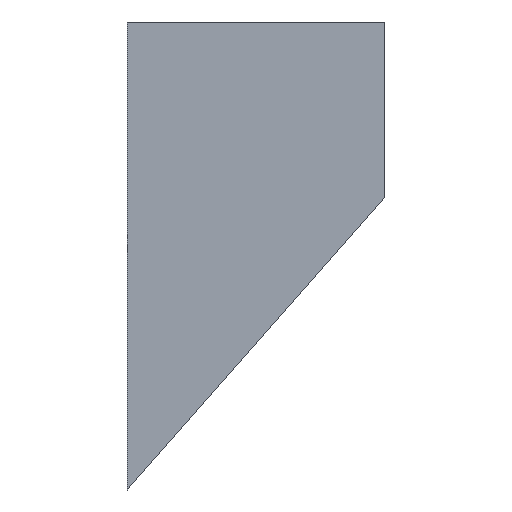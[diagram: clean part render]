
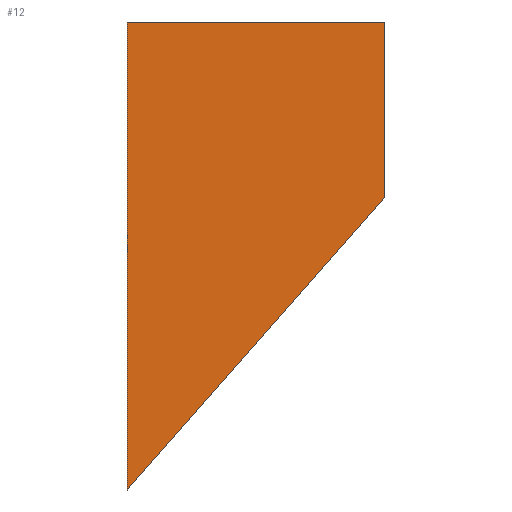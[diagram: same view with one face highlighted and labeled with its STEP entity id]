
A CAD part, front view. The second image highlights one B-rep face of the part: STEP entity #12.
In plain terms, the highlighted planar face has unit normal (0, -1, 0).
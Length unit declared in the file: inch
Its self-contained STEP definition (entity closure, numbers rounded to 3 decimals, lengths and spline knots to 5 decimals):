
#12 = ADVANCED_FACE ( 'NONE', ( #57 ), #154, .F. ) ;
#20 = ORIENTED_EDGE ( 'NONE', *, *, #166, .F. ) ;
#27 = CARTESIAN_POINT ( 'NONE',  ( 0., 0., -12. ) ) ;
#28 = EDGE_CURVE ( 'NONE', #122, #99, #167, .T. ) ;
#30 = EDGE_CURVE ( 'NONE', #64, #138, #52, .T. ) ;
#31 = EDGE_LOOP ( 'NONE', ( #48, #182, #20, #82 ) ) ;
#32 = DIRECTION ( 'NONE',  ( 1., 0., 0. ) ) ;
#37 = CARTESIAN_POINT ( 'NONE',  ( 6.6, 0., 0. ) ) ;
#38 = CARTESIAN_POINT ( 'NONE',  ( 0., 0., 0. ) ) ;
#47 = CARTESIAN_POINT ( 'NONE',  ( 0., 0., 0. ) ) ;
#48 = ORIENTED_EDGE ( 'NONE', *, *, #175, .F. ) ;
#52 = LINE ( 'NONE', #109, #95 ) ;
#54 = LINE ( 'NONE', #27, #113 ) ;
#57 = FACE_OUTER_BOUND ( 'NONE', #31, .T. ) ;
#64 = VERTEX_POINT ( 'NONE', #94 ) ;
#74 = DIRECTION ( 'NONE',  ( -0.661, 0., -0.751 ) ) ;
#80 = DIRECTION ( 'NONE',  ( 0., 0., -1. ) ) ;
#81 = CARTESIAN_POINT ( 'NONE',  ( 6.6, 0., 0. ) ) ;
#82 = ORIENTED_EDGE ( 'NONE', *, *, #28, .F. ) ;
#85 = VECTOR ( 'NONE', #32, 39.37008 ) ;
#94 = CARTESIAN_POINT ( 'NONE',  ( 6.6, 0., -4.5 ) ) ;
#95 = VECTOR ( 'NONE', #74, 39.37008 ) ;
#96 = VECTOR ( 'NONE', #80, 39.37008 ) ;
#99 = VERTEX_POINT ( 'NONE', #37 ) ;
#109 = CARTESIAN_POINT ( 'NONE',  ( 6.6, 0., -4.5 ) ) ;
#113 = VECTOR ( 'NONE', #132, 39.37008 ) ;
#122 = VERTEX_POINT ( 'NONE', #38 ) ;
#126 = CARTESIAN_POINT ( 'NONE',  ( 0., 0., 0. ) ) ;
#132 = DIRECTION ( 'NONE',  ( 0., 0., 1. ) ) ;
#136 = DIRECTION ( 'NONE',  ( 0., 1., 0. ) ) ;
#138 = VERTEX_POINT ( 'NONE', #140 ) ;
#140 = CARTESIAN_POINT ( 'NONE',  ( 0., 0., -12. ) ) ;
#146 = AXIS2_PLACEMENT_3D ( 'NONE', #47, #136, #185 ) ;
#154 = PLANE ( 'NONE',  #146 ) ;
#160 = LINE ( 'NONE', #81, #96 ) ;
#166 = EDGE_CURVE ( 'NONE', #99, #64, #160, .T. ) ;
#167 = LINE ( 'NONE', #126, #85 ) ;
#175 = EDGE_CURVE ( 'NONE', #138, #122, #54, .T. ) ;
#182 = ORIENTED_EDGE ( 'NONE', *, *, #30, .F. ) ;
#185 = DIRECTION ( 'NONE',  ( 0., 0., 1. ) ) ;
